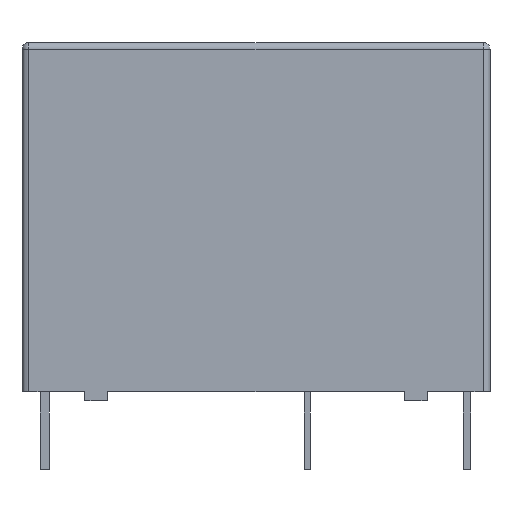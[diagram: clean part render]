
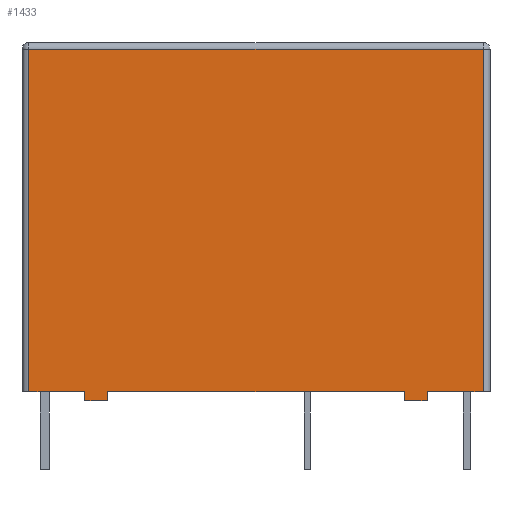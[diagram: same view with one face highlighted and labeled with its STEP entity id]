
A CAD part, front view. The second image highlights one B-rep face of the part: STEP entity #1433.
In plain terms, the highlighted planar face has unit normal (0, -1, 0).
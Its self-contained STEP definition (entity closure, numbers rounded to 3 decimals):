
#142 = CARTESIAN_POINT ( 'NONE',  ( 9.95, -3.6, 0. ) ) ;
#192 = ORIENTED_EDGE ( 'NONE', *, *, #9161, .T. ) ;
#256 = LINE ( 'NONE', #13351, #14181 ) ;
#289 = CARTESIAN_POINT ( 'NONE',  ( 7.5, -3.6, -0.4 ) ) ;
#437 = DIRECTION ( 'NONE',  ( -1., 0., 0. ) ) ;
#487 = LINE ( 'NONE', #2850, #704 ) ;
#580 = EDGE_CURVE ( 'NONE', #9188, #13120, #7548, .T. ) ;
#704 = VECTOR ( 'NONE', #12755, 1000. ) ;
#730 = DIRECTION ( 'NONE',  ( 0., 0., 1. ) ) ;
#876 = VERTEX_POINT ( 'NONE', #5799 ) ;
#877 = CARTESIAN_POINT ( 'NONE',  ( 7.5, -3.6, 0. ) ) ;
#1052 = VERTEX_POINT ( 'NONE', #1108 ) ;
#1108 = CARTESIAN_POINT ( 'NONE',  ( -9.95, -3.6, 15. ) ) ;
#1157 = EDGE_CURVE ( 'NONE', #14829, #6718, #13549, .T. ) ;
#1285 = DIRECTION ( 'NONE',  ( 0., 1., 0. ) ) ;
#1330 = CARTESIAN_POINT ( 'NONE',  ( 9.95, -3.6, 15.3 ) ) ;
#1433 = ADVANCED_FACE ( 'NONE', ( #5025 ), #7680, .F. ) ;
#1439 = DIRECTION ( 'NONE',  ( -1., 0., 0. ) ) ;
#1501 = VECTOR ( 'NONE', #8682, 1000. ) ;
#1588 = CARTESIAN_POINT ( 'NONE',  ( 9.95, -3.6, 15.3 ) ) ;
#2210 = DIRECTION ( 'NONE',  ( 0., 0., -1. ) ) ;
#2438 = LINE ( 'NONE', #14609, #3060 ) ;
#2441 = VECTOR ( 'NONE', #4791, 1000. ) ;
#2442 = LINE ( 'NONE', #14613, #3579 ) ;
#2622 = EDGE_CURVE ( 'NONE', #13433, #14829, #256, .T. ) ;
#2767 = CARTESIAN_POINT ( 'NONE',  ( 6.5, -3.6, -0.4 ) ) ;
#2850 = CARTESIAN_POINT ( 'NONE',  ( 0., -3.6, -0.4 ) ) ;
#2867 = VECTOR ( 'NONE', #12242, 1000. ) ;
#3060 = VECTOR ( 'NONE', #8695, 1000. ) ;
#3541 = EDGE_CURVE ( 'NONE', #9461, #13433, #15048, .T. ) ;
#3572 = CARTESIAN_POINT ( 'NONE',  ( 9.95, -3.6, 0. ) ) ;
#3579 = VECTOR ( 'NONE', #13316, 1000. ) ;
#3922 = AXIS2_PLACEMENT_3D ( 'NONE', #1588, #1285, #1439 ) ;
#4354 = VECTOR ( 'NONE', #437, 1000. ) ;
#4791 = DIRECTION ( 'NONE',  ( 1., 0., 0. ) ) ;
#5025 = FACE_OUTER_BOUND ( 'NONE', #6547, .T. ) ;
#5171 = DIRECTION ( 'NONE',  ( 0., 0., 1. ) ) ;
#5236 = VERTEX_POINT ( 'NONE', #10103 ) ;
#5657 = VECTOR ( 'NONE', #730, 1000. ) ;
#5799 = CARTESIAN_POINT ( 'NONE',  ( -7.5, -3.6, 0. ) ) ;
#6106 = LINE ( 'NONE', #1330, #1501 ) ;
#6547 = EDGE_LOOP ( 'NONE', ( #13810, #13455, #8549, #14380, #12423, #12058, #9959, #8418, #13164, #11828, #9737, #192 ) ) ;
#6620 = VERTEX_POINT ( 'NONE', #13862 ) ;
#6718 = VERTEX_POINT ( 'NONE', #12964 ) ;
#6906 = EDGE_CURVE ( 'NONE', #13002, #876, #7211, .T. ) ;
#7211 = LINE ( 'NONE', #3572, #2441 ) ;
#7548 = LINE ( 'NONE', #289, #2867 ) ;
#7680 = PLANE ( 'NONE',  #3922 ) ;
#7724 = VECTOR ( 'NONE', #2210, 1000. ) ;
#7813 = VECTOR ( 'NONE', #10326, 1000. ) ;
#8418 = ORIENTED_EDGE ( 'NONE', *, *, #1157, .T. ) ;
#8438 = CARTESIAN_POINT ( 'NONE',  ( -7.5, -3.6, -0.4 ) ) ;
#8549 = ORIENTED_EDGE ( 'NONE', *, *, #10936, .T. ) ;
#8682 = DIRECTION ( 'NONE',  ( 0., 0., -1. ) ) ;
#8695 = DIRECTION ( 'NONE',  ( 0., 0., 1. ) ) ;
#9161 = EDGE_CURVE ( 'NONE', #13120, #6620, #2442, .T. ) ;
#9188 = VERTEX_POINT ( 'NONE', #10841 ) ;
#9410 = CARTESIAN_POINT ( 'NONE',  ( -6.5, -3.6, 0. ) ) ;
#9461 = VERTEX_POINT ( 'NONE', #8438 ) ;
#9737 = ORIENTED_EDGE ( 'NONE', *, *, #580, .T. ) ;
#9831 = EDGE_CURVE ( 'NONE', #9461, #876, #2438, .T. ) ;
#9959 = ORIENTED_EDGE ( 'NONE', *, *, #2622, .T. ) ;
#10103 = CARTESIAN_POINT ( 'NONE',  ( 9.95, -3.6, 15. ) ) ;
#10173 = EDGE_CURVE ( 'NONE', #5236, #1052, #11378, .T. ) ;
#10252 = LINE ( 'NONE', #11821, #5657 ) ;
#10326 = DIRECTION ( 'NONE',  ( 1., 0., 0. ) ) ;
#10615 = CARTESIAN_POINT ( 'NONE',  ( -9.95, -3.6, 15.3 ) ) ;
#10625 = EDGE_CURVE ( 'NONE', #10773, #6718, #10252, .T. ) ;
#10773 = VERTEX_POINT ( 'NONE', #2767 ) ;
#10841 = CARTESIAN_POINT ( 'NONE',  ( 7.5, -3.6, -0.4 ) ) ;
#10936 = EDGE_CURVE ( 'NONE', #1052, #13002, #14372, .T. ) ;
#11349 = CARTESIAN_POINT ( 'NONE',  ( -9.95, -3.6, 0. ) ) ;
#11378 = LINE ( 'NONE', #15152, #4354 ) ;
#11821 = CARTESIAN_POINT ( 'NONE',  ( 6.5, -3.6, -0.4 ) ) ;
#11828 = ORIENTED_EDGE ( 'NONE', *, *, #13024, .T. ) ;
#12045 = EDGE_CURVE ( 'NONE', #5236, #6620, #6106, .T. ) ;
#12058 = ORIENTED_EDGE ( 'NONE', *, *, #3541, .T. ) ;
#12242 = DIRECTION ( 'NONE',  ( 0., 0., 1. ) ) ;
#12423 = ORIENTED_EDGE ( 'NONE', *, *, #9831, .F. ) ;
#12755 = DIRECTION ( 'NONE',  ( 1., 0., 0. ) ) ;
#12964 = CARTESIAN_POINT ( 'NONE',  ( 6.5, -3.6, 0. ) ) ;
#13002 = VERTEX_POINT ( 'NONE', #11349 ) ;
#13024 = EDGE_CURVE ( 'NONE', #10773, #9188, #487, .T. ) ;
#13120 = VERTEX_POINT ( 'NONE', #877 ) ;
#13164 = ORIENTED_EDGE ( 'NONE', *, *, #10625, .F. ) ;
#13316 = DIRECTION ( 'NONE',  ( 1., 0., 0. ) ) ;
#13351 = CARTESIAN_POINT ( 'NONE',  ( -6.5, -3.6, -0.4 ) ) ;
#13433 = VERTEX_POINT ( 'NONE', #14507 ) ;
#13455 = ORIENTED_EDGE ( 'NONE', *, *, #10173, .T. ) ;
#13549 = LINE ( 'NONE', #142, #13702 ) ;
#13702 = VECTOR ( 'NONE', #14940, 1000. ) ;
#13810 = ORIENTED_EDGE ( 'NONE', *, *, #12045, .F. ) ;
#13820 = CARTESIAN_POINT ( 'NONE',  ( 0., -3.6, -0.4 ) ) ;
#13862 = CARTESIAN_POINT ( 'NONE',  ( 9.95, -3.6, 0. ) ) ;
#14181 = VECTOR ( 'NONE', #5171, 1000. ) ;
#14372 = LINE ( 'NONE', #10615, #7724 ) ;
#14380 = ORIENTED_EDGE ( 'NONE', *, *, #6906, .T. ) ;
#14507 = CARTESIAN_POINT ( 'NONE',  ( -6.5, -3.6, -0.4 ) ) ;
#14609 = CARTESIAN_POINT ( 'NONE',  ( -7.5, -3.6, -0.4 ) ) ;
#14613 = CARTESIAN_POINT ( 'NONE',  ( 9.95, -3.6, 0. ) ) ;
#14829 = VERTEX_POINT ( 'NONE', #9410 ) ;
#14940 = DIRECTION ( 'NONE',  ( 1., 0., 0. ) ) ;
#15048 = LINE ( 'NONE', #13820, #7813 ) ;
#15152 = CARTESIAN_POINT ( 'NONE',  ( 9.95, -3.6, 15. ) ) ;
